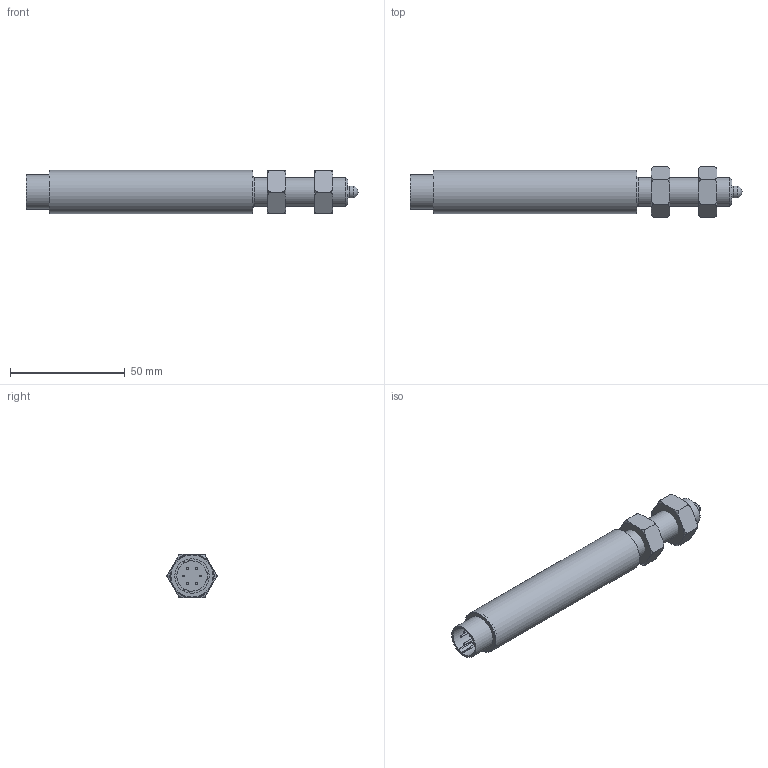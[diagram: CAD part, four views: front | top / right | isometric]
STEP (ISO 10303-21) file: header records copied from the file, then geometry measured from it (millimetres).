
FILE_DESCRIPTION (( 'STEP AP214' ), '1' );
FILE_NAME ('GHSE19-013A-02-10S_retracted.STEP', '2020-04-14T15:43:04', ( '' ), ( '' ), 'SwSTEP 2.0', 'SolidWorks 2019', '' );
FILE_SCHEMA (( 'AUTOMOTIVE_DESIGN' ));
Length unit declared in the file: inch
Products named in the file (1): GHSE19-013A-02-10S_retracted
Bounding box: 144.98 x 22 x 19.05 mm (x, y, z)
Volume: 19568.3 mm3; surface area: 23620.6 mm2
Topology: 11 solids, 11 shells, 187 faces, 393 edges, 262 vertices
Faces by surface type: plane 77, cylinder 65, bspline 31, cone 14
Full cylindrical faces by diameter (mm): 0.762 x12, 2.184 x1, 2.375 x1, 2.845 x1, 3.97 x1, 4.915 x1, 5.156 x1, 5.563 x1, 5.613 x1, 5.664 x2, 6.223 x1, 6.236 x3, 6.314 x1, 6.35 x1, 7.671 x1, 7.861 x3, 9.53 x2, 11.509 x2, 12.573 x1, 13.208 x1, 14.986 x1, 15.748 x1, 15.85 x1, 15.875 x1, 16.51 x2, 17.069 x1, 18.034 x1, 18.415 x2, 19.05 x1
Entity records: 6031 total; most frequent: CARTESIAN_POINT 2351, DIRECTION 684, ORIENTED_EDGE 620, EDGE_CURVE 310, EDGE_LOOP 306, AXIS2_PLACEMENT_3D 301, VERTEX_POINT 248, FACE_OUTER_BOUND 242
